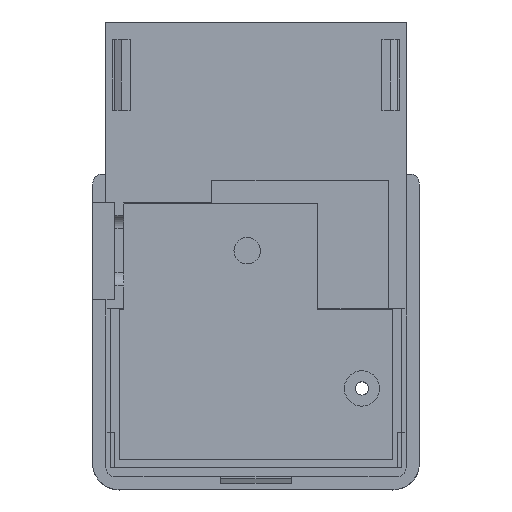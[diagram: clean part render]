
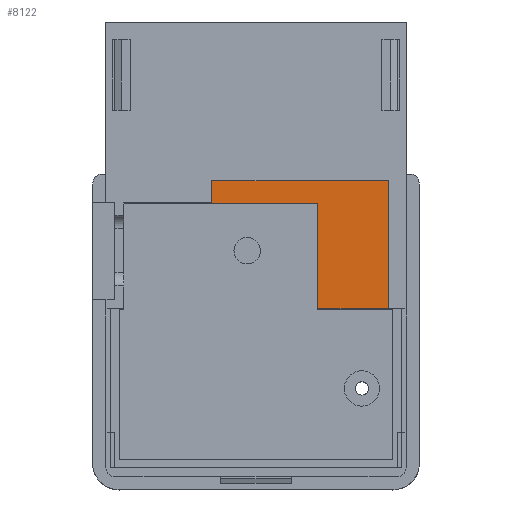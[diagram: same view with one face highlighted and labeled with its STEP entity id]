
A CAD part, top view. The second image highlights one B-rep face of the part: STEP entity #8122.
In plain terms, the highlighted planar face has unit normal (0, 0, 1).
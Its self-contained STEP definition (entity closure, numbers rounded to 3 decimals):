
#2634 = PLANE('',#2635);
#2635 = AXIS2_PLACEMENT_3D('',#2636,#2637,#2638);
#2636 = CARTESIAN_POINT('',(7.,16.5,10.));
#2637 = DIRECTION('',(0.,1.,0.));
#2638 = DIRECTION('',(-1.,0.,0.));
#2662 = PLANE('',#2663);
#2663 = AXIS2_PLACEMENT_3D('',#2664,#2665,#2666);
#2664 = CARTESIAN_POINT('',(-5.,19.,10.));
#2665 = DIRECTION('',(-1.,0.,0.));
#2666 = DIRECTION('',(0.,-1.,0.));
#2690 = PLANE('',#2691);
#2691 = AXIS2_PLACEMENT_3D('',#2692,#2693,#2694);
#2692 = CARTESIAN_POINT('',(15.,19.,10.));
#2693 = DIRECTION('',(0.,1.,0.));
#2694 = DIRECTION('',(-1.,0.,0.));
#2718 = PLANE('',#2719);
#2719 = AXIS2_PLACEMENT_3D('',#2720,#2721,#2722);
#2720 = CARTESIAN_POINT('',(15.,4.5,10.));
#2721 = DIRECTION('',(1.,0.,0.));
#2722 = DIRECTION('',(0.,1.,0.));
#5532 = VERTEX_POINT('',#5533);
#5533 = CARTESIAN_POINT('',(15.,4.5,8.));
#5547 = PLANE('',#5548);
#5548 = AXIS2_PLACEMENT_3D('',#5549,#5550,#5551);
#5549 = CARTESIAN_POINT('',(16.5,4.5,10.));
#5550 = DIRECTION('',(0.,1.,0.));
#5551 = DIRECTION('',(-1.,0.,0.));
#5584 = EDGE_CURVE('',#5532,#5585,#5587,.T.);
#5585 = VERTEX_POINT('',#5586);
#5586 = CARTESIAN_POINT('',(15.,19.,8.));
#5587 = SURFACE_CURVE('',#5588,(#5592,#5599),.PCURVE_S1.);
#5588 = LINE('',#5589,#5590);
#5589 = CARTESIAN_POINT('',(15.,4.5,8.));
#5590 = VECTOR('',#5591,1.);
#5591 = DIRECTION('',(0.,1.,0.));
#5592 = PCURVE('',#2718,#5593);
#5593 = DEFINITIONAL_REPRESENTATION('',(#5594),#5598);
#5594 = LINE('',#5595,#5596);
#5595 = CARTESIAN_POINT('',(0.,-2.));
#5596 = VECTOR('',#5597,1.);
#5597 = DIRECTION('',(1.,0.));
#5598 = ( GEOMETRIC_REPRESENTATION_CONTEXT(2) 
PARAMETRIC_REPRESENTATION_CONTEXT() REPRESENTATION_CONTEXT('2D SPACE',''
  ) );
#5599 = PCURVE('',#5600,#5605);
#5600 = PLANE('',#5601);
#5601 = AXIS2_PLACEMENT_3D('',#5602,#5603,#5604);
#5602 = CARTESIAN_POINT('',(1.16,3.126,8.));
#5603 = DIRECTION('',(0.,0.,1.));
#5604 = DIRECTION('',(0.,1.,0.));
#5605 = DEFINITIONAL_REPRESENTATION('',(#5606),#5610);
#5606 = LINE('',#5607,#5608);
#5607 = CARTESIAN_POINT('',(1.374,-13.84));
#5608 = VECTOR('',#5609,1.);
#5609 = DIRECTION('',(1.,0.));
#5610 = ( GEOMETRIC_REPRESENTATION_CONTEXT(2) 
PARAMETRIC_REPRESENTATION_CONTEXT() REPRESENTATION_CONTEXT('2D SPACE',''
  ) );
#5638 = EDGE_CURVE('',#5585,#5639,#5641,.T.);
#5639 = VERTEX_POINT('',#5640);
#5640 = CARTESIAN_POINT('',(-5.,19.,8.));
#5641 = SURFACE_CURVE('',#5642,(#5646,#5653),.PCURVE_S1.);
#5642 = LINE('',#5643,#5644);
#5643 = CARTESIAN_POINT('',(15.,19.,8.));
#5644 = VECTOR('',#5645,1.);
#5645 = DIRECTION('',(-1.,0.,0.));
#5646 = PCURVE('',#2690,#5647);
#5647 = DEFINITIONAL_REPRESENTATION('',(#5648),#5652);
#5648 = LINE('',#5649,#5650);
#5649 = CARTESIAN_POINT('',(0.,-2.));
#5650 = VECTOR('',#5651,1.);
#5651 = DIRECTION('',(1.,0.));
#5652 = ( GEOMETRIC_REPRESENTATION_CONTEXT(2) 
PARAMETRIC_REPRESENTATION_CONTEXT() REPRESENTATION_CONTEXT('2D SPACE',''
  ) );
#5653 = PCURVE('',#5600,#5654);
#5654 = DEFINITIONAL_REPRESENTATION('',(#5655),#5659);
#5655 = LINE('',#5656,#5657);
#5656 = CARTESIAN_POINT('',(15.874,-13.84));
#5657 = VECTOR('',#5658,1.);
#5658 = DIRECTION('',(0.,1.));
#5659 = ( GEOMETRIC_REPRESENTATION_CONTEXT(2) 
PARAMETRIC_REPRESENTATION_CONTEXT() REPRESENTATION_CONTEXT('2D SPACE',''
  ) );
#5688 = EDGE_CURVE('',#5639,#5689,#5691,.T.);
#5689 = VERTEX_POINT('',#5690);
#5690 = CARTESIAN_POINT('',(-5.,16.5,8.));
#5691 = SURFACE_CURVE('',#5692,(#5696,#5703),.PCURVE_S1.);
#5692 = LINE('',#5693,#5694);
#5693 = CARTESIAN_POINT('',(-5.,19.,8.));
#5694 = VECTOR('',#5695,1.);
#5695 = DIRECTION('',(0.,-1.,0.));
#5696 = PCURVE('',#2662,#5697);
#5697 = DEFINITIONAL_REPRESENTATION('',(#5698),#5702);
#5698 = LINE('',#5699,#5700);
#5699 = CARTESIAN_POINT('',(0.,-2.));
#5700 = VECTOR('',#5701,1.);
#5701 = DIRECTION('',(1.,0.));
#5702 = ( GEOMETRIC_REPRESENTATION_CONTEXT(2) 
PARAMETRIC_REPRESENTATION_CONTEXT() REPRESENTATION_CONTEXT('2D SPACE',''
  ) );
#5703 = PCURVE('',#5600,#5704);
#5704 = DEFINITIONAL_REPRESENTATION('',(#5705),#5709);
#5705 = LINE('',#5706,#5707);
#5706 = CARTESIAN_POINT('',(15.874,6.16));
#5707 = VECTOR('',#5708,1.);
#5708 = DIRECTION('',(-1.,0.));
#5709 = ( GEOMETRIC_REPRESENTATION_CONTEXT(2) 
PARAMETRIC_REPRESENTATION_CONTEXT() REPRESENTATION_CONTEXT('2D SPACE',''
  ) );
#5733 = EDGE_CURVE('',#5689,#5734,#5736,.T.);
#5734 = VERTEX_POINT('',#5735);
#5735 = CARTESIAN_POINT('',(7.,16.5,8.));
#5736 = SURFACE_CURVE('',#5737,(#5741,#5747),.PCURVE_S1.);
#5737 = LINE('',#5738,#5739);
#5738 = CARTESIAN_POINT('',(4.08,16.5,8.));
#5739 = VECTOR('',#5740,1.);
#5740 = DIRECTION('',(1.,0.,0.));
#5741 = PCURVE('',#2634,#5742);
#5742 = DEFINITIONAL_REPRESENTATION('',(#5743),#5746);
#5743 = B_SPLINE_CURVE_WITH_KNOTS('',1,(#5744,#5745),.UNSPECIFIED.,.F.,
  .F.,(2,2),(-21.28,5.12),.PIECEWISE_BEZIER_KNOTS.);
#5744 = CARTESIAN_POINT('',(24.2,-2.));
#5745 = CARTESIAN_POINT('',(-2.2,-2.));
#5746 = ( GEOMETRIC_REPRESENTATION_CONTEXT(2) 
PARAMETRIC_REPRESENTATION_CONTEXT() REPRESENTATION_CONTEXT('2D SPACE',''
  ) );
#5747 = PCURVE('',#5600,#5748);
#5748 = DEFINITIONAL_REPRESENTATION('',(#5749),#5752);
#5749 = B_SPLINE_CURVE_WITH_KNOTS('',1,(#5750,#5751),.UNSPECIFIED.,.F.,
  .F.,(2,2),(-21.28,5.12),.PIECEWISE_BEZIER_KNOTS.);
#5750 = CARTESIAN_POINT('',(13.374,18.36));
#5751 = CARTESIAN_POINT('',(13.374,-8.04));
#5752 = ( GEOMETRIC_REPRESENTATION_CONTEXT(2) 
PARAMETRIC_REPRESENTATION_CONTEXT() REPRESENTATION_CONTEXT('2D SPACE',''
  ) );
#5770 = PLANE('',#5771);
#5771 = AXIS2_PLACEMENT_3D('',#5772,#5773,#5774);
#5772 = CARTESIAN_POINT('',(7.,4.5,10.));
#5773 = DIRECTION('',(1.,0.,0.));
#5774 = DIRECTION('',(0.,1.,0.));
#8082 = VERTEX_POINT('',#8083);
#8083 = CARTESIAN_POINT('',(7.,4.5,8.));
#8104 = EDGE_CURVE('',#8082,#5532,#8105,.T.);
#8105 = SURFACE_CURVE('',#8106,(#8110,#8116),.PCURVE_S1.);
#8106 = LINE('',#8107,#8108);
#8107 = CARTESIAN_POINT('',(8.83,4.5,8.));
#8108 = VECTOR('',#8109,1.);
#8109 = DIRECTION('',(1.,0.,0.));
#8110 = PCURVE('',#5547,#8111);
#8111 = DEFINITIONAL_REPRESENTATION('',(#8112),#8115);
#8112 = B_SPLINE_CURVE_WITH_KNOTS('',1,(#8113,#8114),.UNSPECIFIED.,.F.,
  .F.,(2,2),(-2.78,8.62),.PIECEWISE_BEZIER_KNOTS.);
#8113 = CARTESIAN_POINT('',(10.45,-2.));
#8114 = CARTESIAN_POINT('',(-0.95,-2.));
#8115 = ( GEOMETRIC_REPRESENTATION_CONTEXT(2) 
PARAMETRIC_REPRESENTATION_CONTEXT() REPRESENTATION_CONTEXT('2D SPACE',''
  ) );
#8116 = PCURVE('',#5600,#8117);
#8117 = DEFINITIONAL_REPRESENTATION('',(#8118),#8121);
#8118 = B_SPLINE_CURVE_WITH_KNOTS('',1,(#8119,#8120),.UNSPECIFIED.,.F.,
  .F.,(2,2),(-2.78,8.62),.PIECEWISE_BEZIER_KNOTS.);
#8119 = CARTESIAN_POINT('',(1.374,-4.89));
#8120 = CARTESIAN_POINT('',(1.374,-16.29));
#8121 = ( GEOMETRIC_REPRESENTATION_CONTEXT(2) 
PARAMETRIC_REPRESENTATION_CONTEXT() REPRESENTATION_CONTEXT('2D SPACE',''
  ) );
#8122 = ADVANCED_FACE('',(#8123),#5600,.T.);
#8123 = FACE_BOUND('',#8124,.T.);
#8124 = EDGE_LOOP('',(#8125,#8126,#8127,#8146,#8147,#8148));
#8125 = ORIENTED_EDGE('',*,*,#5688,.T.);
#8126 = ORIENTED_EDGE('',*,*,#5733,.T.);
#8127 = ORIENTED_EDGE('',*,*,#8128,.T.);
#8128 = EDGE_CURVE('',#5734,#8082,#8129,.T.);
#8129 = SURFACE_CURVE('',#8130,(#8134,#8140),.PCURVE_S1.);
#8130 = LINE('',#8131,#8132);
#8131 = CARTESIAN_POINT('',(7.,3.813,8.));
#8132 = VECTOR('',#8133,1.);
#8133 = DIRECTION('',(0.,-1.,0.));
#8134 = PCURVE('',#5600,#8135);
#8135 = DEFINITIONAL_REPRESENTATION('',(#8136),#8139);
#8136 = B_SPLINE_CURVE_WITH_KNOTS('',1,(#8137,#8138),.UNSPECIFIED.,.F.,
  .F.,(2,2),(-13.887,0.513),.PIECEWISE_BEZIER_KNOTS.);
#8137 = CARTESIAN_POINT('',(14.574,-5.84));
#8138 = CARTESIAN_POINT('',(0.174,-5.84));
#8139 = ( GEOMETRIC_REPRESENTATION_CONTEXT(2) 
PARAMETRIC_REPRESENTATION_CONTEXT() REPRESENTATION_CONTEXT('2D SPACE',''
  ) );
#8140 = PCURVE('',#5770,#8141);
#8141 = DEFINITIONAL_REPRESENTATION('',(#8142),#8145);
#8142 = B_SPLINE_CURVE_WITH_KNOTS('',1,(#8143,#8144),.UNSPECIFIED.,.F.,
  .F.,(2,2),(-13.887,0.513),.PIECEWISE_BEZIER_KNOTS.);
#8143 = CARTESIAN_POINT('',(13.2,-2.));
#8144 = CARTESIAN_POINT('',(-1.2,-2.));
#8145 = ( GEOMETRIC_REPRESENTATION_CONTEXT(2) 
PARAMETRIC_REPRESENTATION_CONTEXT() REPRESENTATION_CONTEXT('2D SPACE',''
  ) );
#8146 = ORIENTED_EDGE('',*,*,#8104,.T.);
#8147 = ORIENTED_EDGE('',*,*,#5584,.T.);
#8148 = ORIENTED_EDGE('',*,*,#5638,.T.);
